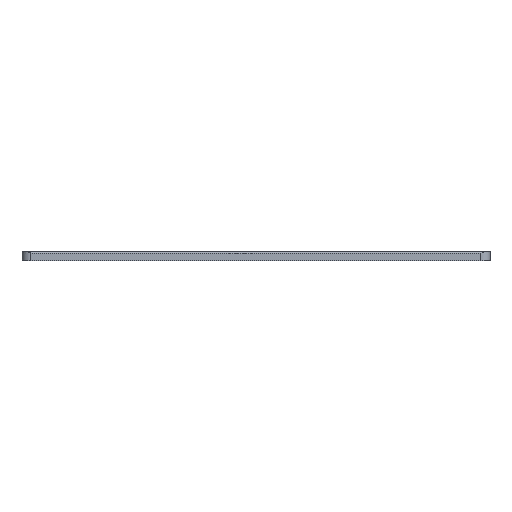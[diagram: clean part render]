
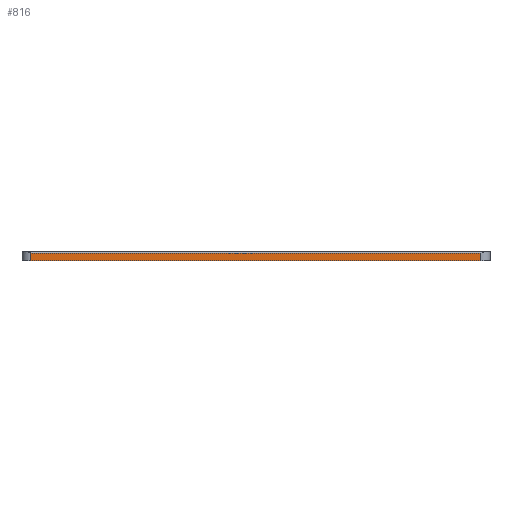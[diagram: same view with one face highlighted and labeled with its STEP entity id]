
A CAD part, left-side view. The second image highlights one B-rep face of the part: STEP entity #816.
In plain terms, the highlighted planar face has unit normal (-1, 0, 0).
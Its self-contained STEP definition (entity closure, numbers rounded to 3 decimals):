
#45=PLANE('',#913);
#84=FACE_OUTER_BOUND('',#131,.T.);
#131=EDGE_LOOP('',(#702,#703,#704,#705));
#181=LINE('',#1302,#252);
#189=LINE('',#1339,#260);
#209=LINE('',#1399,#280);
#210=LINE('',#1400,#281);
#252=VECTOR('',#1039,10.);
#260=VECTOR('',#1075,10.);
#280=VECTOR('',#1147,10.);
#281=VECTOR('',#1148,10.);
#372=VERTEX_POINT('',#1285);
#375=VERTEX_POINT('',#1295);
#390=VERTEX_POINT('',#1338);
#404=VERTEX_POINT('',#1398);
#467=EDGE_CURVE('',#375,#372,#181,.T.);
#487=EDGE_CURVE('',#390,#372,#189,.T.);
#517=EDGE_CURVE('',#404,#375,#209,.T.);
#518=EDGE_CURVE('',#390,#404,#210,.T.);
#702=ORIENTED_EDGE('',*,*,#467,.F.);
#703=ORIENTED_EDGE('',*,*,#517,.F.);
#704=ORIENTED_EDGE('',*,*,#518,.F.);
#705=ORIENTED_EDGE('',*,*,#487,.T.);
#816=ADVANCED_FACE('',(#84),#45,.T.);
#913=AXIS2_PLACEMENT_3D('',#1397,#1145,#1146);
#1039=DIRECTION('',(0.,-1.,0.));
#1075=DIRECTION('',(0.,0.,1.));
#1145=DIRECTION('center_axis',(-1.,0.,0.));
#1146=DIRECTION('ref_axis',(0.,-1.,0.));
#1147=DIRECTION('',(0.,0.,1.));
#1148=DIRECTION('',(0.,1.,0.));
#1285=CARTESIAN_POINT('',(-190.5,-250.,8.));
#1295=CARTESIAN_POINT('',(-190.5,250.,8.));
#1302=CARTESIAN_POINT('',(-190.5,241.25,8.));
#1338=CARTESIAN_POINT('',(-190.5,-250.,0.));
#1339=CARTESIAN_POINT('',(-190.5,-250.,0.));
#1397=CARTESIAN_POINT('Origin',(-190.5,250.,0.));
#1398=CARTESIAN_POINT('',(-190.5,250.,0.));
#1399=CARTESIAN_POINT('',(-190.5,250.,0.));
#1400=CARTESIAN_POINT('',(-190.5,-260.,0.));
